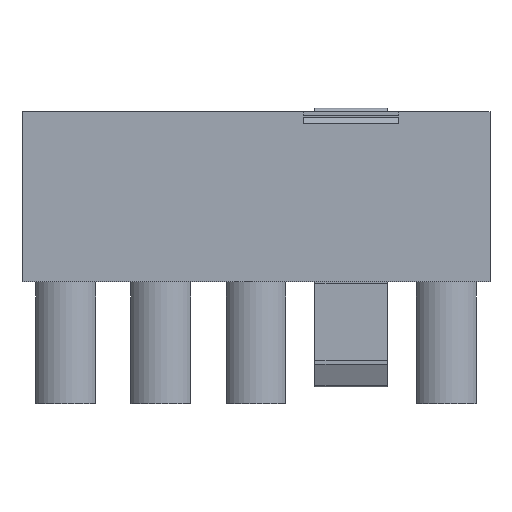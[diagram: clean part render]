
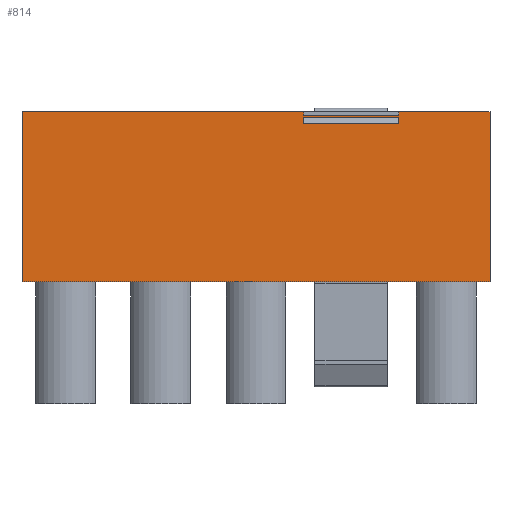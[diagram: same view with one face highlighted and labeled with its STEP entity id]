
A CAD part, front view. The second image highlights one B-rep face of the part: STEP entity #814.
In plain terms, the highlighted planar face has unit normal (0, -1, 0).
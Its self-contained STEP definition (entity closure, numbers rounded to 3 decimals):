
#739=AXIS2_PLACEMENT_3D('Plane Axis2P3D',#736,#737,#738) ;
#36=CARTESIAN_POINT('Line Origine',(33.825,0.5,23.375)) ;
#40=CARTESIAN_POINT('Vertex',(37.48,0.5,23.375)) ;
#42=CARTESIAN_POINT('Vertex',(30.17,0.5,23.375)) ;
#119=CARTESIAN_POINT('Vertex',(0.,0.5,23.375)) ;
#122=CARTESIAN_POINT('Line Origine',(11.275,0.5,23.375)) ;
#126=CARTESIAN_POINT('Vertex',(22.55,0.5,23.375)) ;
#434=CARTESIAN_POINT('Vertex',(37.48,0.5,9.75)) ;
#437=CARTESIAN_POINT('Line Origine',(18.74,0.5,9.75)) ;
#441=CARTESIAN_POINT('Vertex',(0.,0.5,9.75)) ;
#736=CARTESIAN_POINT('Axis2P3D Location',(0.,0.5,23.375)) ;
#741=CARTESIAN_POINT('Line Origine',(0.,0.5,16.563)) ;
#746=CARTESIAN_POINT('Line Origine',(37.48,0.5,16.563)) ;
#751=CARTESIAN_POINT('Line Origine',(30.17,0.5,23.238)) ;
#755=CARTESIAN_POINT('Vertex',(30.17,0.5,23.1)) ;
#758=CARTESIAN_POINT('Line Origine',(26.36,0.5,23.1)) ;
#762=CARTESIAN_POINT('Vertex',(22.55,0.5,23.1)) ;
#765=CARTESIAN_POINT('Line Origine',(22.55,0.5,23.238)) ;
#780=CARTESIAN_POINT('Line Origine',(26.36,0.5,22.9)) ;
#784=CARTESIAN_POINT('Vertex',(22.55,0.5,22.9)) ;
#786=CARTESIAN_POINT('Vertex',(30.17,0.5,22.9)) ;
#789=CARTESIAN_POINT('Line Origine',(30.17,0.5,22.65)) ;
#793=CARTESIAN_POINT('Vertex',(30.17,0.5,22.4)) ;
#796=CARTESIAN_POINT('Line Origine',(26.36,0.5,22.4)) ;
#800=CARTESIAN_POINT('Vertex',(22.55,0.5,22.4)) ;
#803=CARTESIAN_POINT('Line Origine',(22.55,0.5,22.65)) ;
#37=DIRECTION('Vector Direction',(1.,0.,0.)) ;
#123=DIRECTION('Vector Direction',(1.,0.,0.)) ;
#438=DIRECTION('Vector Direction',(1.,0.,0.)) ;
#737=DIRECTION('Axis2P3D Direction',(0.,-1.,0.)) ;
#738=DIRECTION('Axis2P3D XDirection',(0.,0.,-1.)) ;
#742=DIRECTION('Vector Direction',(0.,0.,-1.)) ;
#747=DIRECTION('Vector Direction',(0.,0.,-1.)) ;
#752=DIRECTION('Vector Direction',(0.,0.,-1.)) ;
#759=DIRECTION('Vector Direction',(-1.,0.,0.)) ;
#766=DIRECTION('Vector Direction',(0.,0.,-1.)) ;
#781=DIRECTION('Vector Direction',(1.,0.,0.)) ;
#790=DIRECTION('Vector Direction',(0.,0.,-1.)) ;
#797=DIRECTION('Vector Direction',(1.,0.,0.)) ;
#804=DIRECTION('Vector Direction',(0.,0.,-1.)) ;
#38=VECTOR('Line Direction',#37,1.) ;
#124=VECTOR('Line Direction',#123,1.) ;
#439=VECTOR('Line Direction',#438,1.) ;
#743=VECTOR('Line Direction',#742,1.) ;
#748=VECTOR('Line Direction',#747,1.) ;
#753=VECTOR('Line Direction',#752,1.) ;
#760=VECTOR('Line Direction',#759,1.) ;
#767=VECTOR('Line Direction',#766,1.) ;
#782=VECTOR('Line Direction',#781,1.) ;
#791=VECTOR('Line Direction',#790,1.) ;
#798=VECTOR('Line Direction',#797,1.) ;
#805=VECTOR('Line Direction',#804,1.) ;
#771=ORIENTED_EDGE('',*,*,#128,.T.) ;
#772=ORIENTED_EDGE('',*,*,#745,.F.) ;
#773=ORIENTED_EDGE('',*,*,#443,.F.) ;
#774=ORIENTED_EDGE('',*,*,#750,.T.) ;
#775=ORIENTED_EDGE('',*,*,#44,.T.) ;
#776=ORIENTED_EDGE('',*,*,#757,.T.) ;
#777=ORIENTED_EDGE('',*,*,#764,.F.) ;
#778=ORIENTED_EDGE('',*,*,#769,.F.) ;
#809=ORIENTED_EDGE('',*,*,#788,.T.) ;
#810=ORIENTED_EDGE('',*,*,#795,.F.) ;
#811=ORIENTED_EDGE('',*,*,#802,.F.) ;
#812=ORIENTED_EDGE('',*,*,#807,.T.) ;
#813=FACE_BOUND('',#808,.T.) ;
#814=ADVANCED_FACE('HOUSING',(#779,#813),#740,.T.) ;
#44=EDGE_CURVE('',#41,#43,#39,.F.) ;
#128=EDGE_CURVE('',#127,#120,#125,.F.) ;
#443=EDGE_CURVE('',#435,#442,#440,.F.) ;
#745=EDGE_CURVE('',#442,#120,#744,.F.) ;
#750=EDGE_CURVE('',#435,#41,#749,.F.) ;
#757=EDGE_CURVE('',#43,#756,#754,.T.) ;
#764=EDGE_CURVE('',#763,#756,#761,.F.) ;
#769=EDGE_CURVE('',#127,#763,#768,.T.) ;
#788=EDGE_CURVE('',#785,#787,#783,.T.) ;
#795=EDGE_CURVE('',#794,#787,#792,.F.) ;
#802=EDGE_CURVE('',#801,#794,#799,.T.) ;
#807=EDGE_CURVE('',#801,#785,#806,.F.) ;
#770=EDGE_LOOP('',(#771,#772,#773,#774,#775,#776,#777,#778)) ;
#808=EDGE_LOOP('',(#809,#810,#811,#812)) ;
#779=FACE_OUTER_BOUND('',#770,.T.) ;
#39=LINE('Line',#36,#38) ;
#125=LINE('Line',#122,#124) ;
#440=LINE('Line',#437,#439) ;
#744=LINE('Line',#741,#743) ;
#749=LINE('Line',#746,#748) ;
#754=LINE('Line',#751,#753) ;
#761=LINE('Line',#758,#760) ;
#768=LINE('Line',#765,#767) ;
#783=LINE('Line',#780,#782) ;
#792=LINE('Line',#789,#791) ;
#799=LINE('Line',#796,#798) ;
#806=LINE('Line',#803,#805) ;
#740=PLANE('',#739) ;
#41=VERTEX_POINT('',#40) ;
#43=VERTEX_POINT('',#42) ;
#120=VERTEX_POINT('',#119) ;
#127=VERTEX_POINT('',#126) ;
#435=VERTEX_POINT('',#434) ;
#442=VERTEX_POINT('',#441) ;
#756=VERTEX_POINT('',#755) ;
#763=VERTEX_POINT('',#762) ;
#785=VERTEX_POINT('',#784) ;
#787=VERTEX_POINT('',#786) ;
#794=VERTEX_POINT('',#793) ;
#801=VERTEX_POINT('',#800) ;
